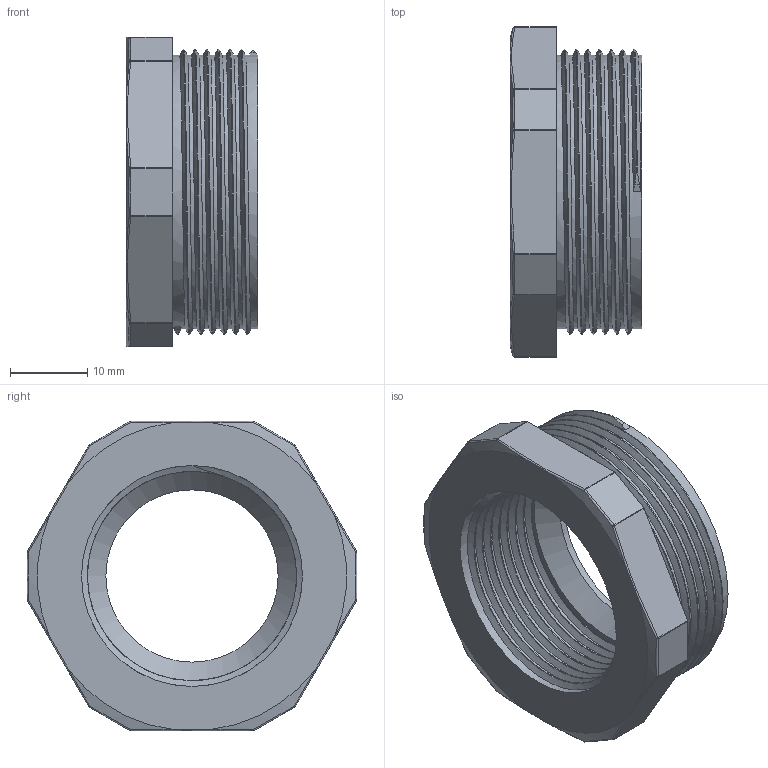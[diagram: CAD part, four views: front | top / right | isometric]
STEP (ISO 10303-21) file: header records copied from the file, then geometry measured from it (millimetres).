
FILE_DESCRIPTION(/* description */ ('Reduzierung sechskant PG 29/PG 21'),/* implementation_level */ '2;1');
FILE_NAME(/* name */ '11082921-RST.stp',/* time_stamp */ '2020-05-12T11:34:28+02:00',/* author */ ('sl'),/* organization */ (''),/* preprocessor_version */ 'ST-DEVELOPER v16.5',/* originating_system */ 'Autodesk Inventor 2017',/* authorisation */ '');
FILE_SCHEMA (('AUTOMOTIVE_DESIGN { 1 0 10303 214 3 1 1 }'));
Length unit declared in the file: millimetre
Products named in the file (1): 11082921
Bounding box: 17 x 42.65 x 40 mm (x, y, z)
Volume: 8845 mm3; surface area: 6616.3 mm2
Topology: 1 solids, 1 shells, 86 faces, 217 edges, 135 vertices
Faces by surface type: cylinder 34, plane 19, bspline 16, sphere 8, cone 8, torus 1
Full cylindrical faces by diameter (mm): 22.27 x1, 28.562 x7, 31 x1, 35.408 x7
Entity records: 5273 total; most frequent: CARTESIAN_POINT 3694, ORIENTED_EDGE 332, DIRECTION 292, EDGE_CURVE 166, AXIS2_PLACEMENT_3D 124, VERTEX_POINT 105, EDGE_LOOP 85, FACE_OUTER_BOUND 73
